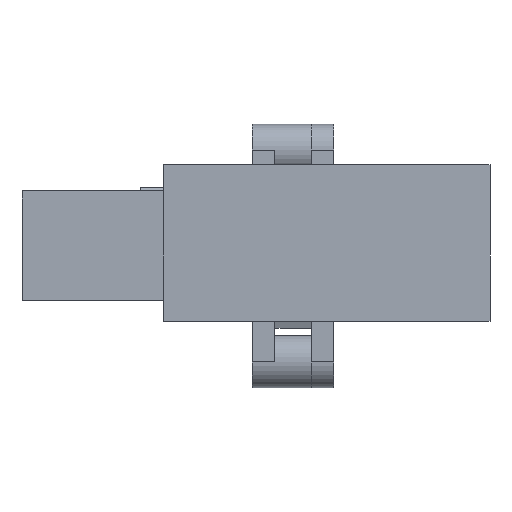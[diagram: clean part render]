
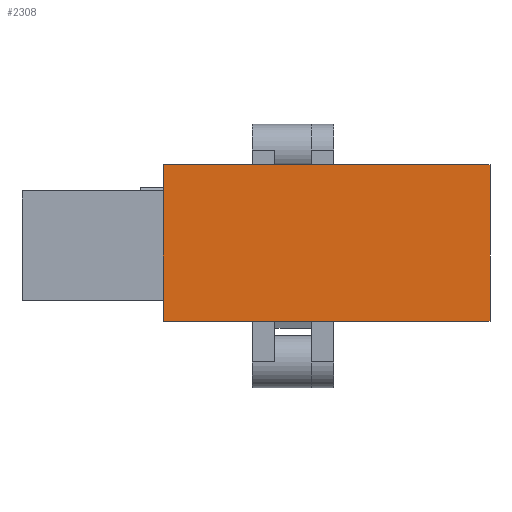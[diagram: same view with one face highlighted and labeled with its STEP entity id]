
A CAD part, front view. The second image highlights one B-rep face of the part: STEP entity #2308.
In plain terms, the highlighted planar face has unit normal (0, -1, 0).
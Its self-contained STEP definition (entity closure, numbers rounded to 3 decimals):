
#146=FACE_OUTER_BOUND('',#275,.T.);
#275=EDGE_LOOP('',(#1728,#1729,#1730,#1731));
#435=LINE('',#3433,#735);
#442=LINE('',#3447,#742);
#475=LINE('',#3526,#775);
#488=LINE('',#3556,#788);
#735=VECTOR('',#2771,10.);
#742=VECTOR('',#2784,10.);
#775=VECTOR('',#2863,10.);
#788=VECTOR('',#2898,10.);
#1024=VERTEX_POINT('',#3430);
#1025=VERTEX_POINT('',#3432);
#1028=VERTEX_POINT('',#3444);
#1029=VERTEX_POINT('',#3446);
#1247=EDGE_CURVE('',#1024,#1025,#435,.T.);
#1254=EDGE_CURVE('',#1028,#1029,#442,.T.);
#1295=EDGE_CURVE('',#1025,#1028,#475,.T.);
#1310=EDGE_CURVE('',#1024,#1029,#488,.T.);
#1728=ORIENTED_EDGE('',*,*,#1295,.F.);
#1729=ORIENTED_EDGE('',*,*,#1247,.F.);
#1730=ORIENTED_EDGE('',*,*,#1310,.T.);
#1731=ORIENTED_EDGE('',*,*,#1254,.F.);
#2189=PLANE('',#2571);
#2308=ADVANCED_FACE('',(#146),#2189,.T.);
#2571=AXIS2_PLACEMENT_3D('',#3555,#2896,#2897);
#2771=DIRECTION('',(-1.,0.,0.));
#2784=DIRECTION('',(1.,0.,0.));
#2863=DIRECTION('',(0.,0.,1.));
#2896=DIRECTION('center_axis',(0.,-1.,0.));
#2897=DIRECTION('ref_axis',(1.,0.,0.));
#2898=DIRECTION('',(0.,0.,1.));
#3430=CARTESIAN_POINT('',(39.,-21.479,-3.));
#3432=CARTESIAN_POINT('',(-5.,-21.479,-3.));
#3433=CARTESIAN_POINT('',(39.,-21.479,-3.));
#3444=CARTESIAN_POINT('',(-5.,-21.479,18.));
#3446=CARTESIAN_POINT('',(39.,-21.479,18.));
#3447=CARTESIAN_POINT('',(-5.,-21.479,18.));
#3526=CARTESIAN_POINT('',(-5.,-21.479,15.));
#3555=CARTESIAN_POINT('Origin',(-5.,-21.479,15.));
#3556=CARTESIAN_POINT('',(39.,-21.479,-3.));
